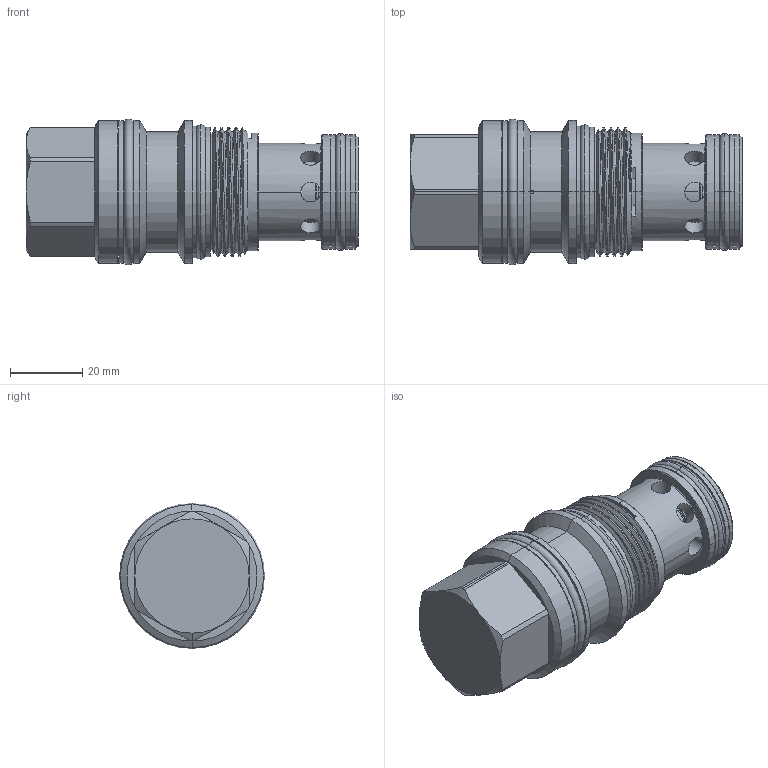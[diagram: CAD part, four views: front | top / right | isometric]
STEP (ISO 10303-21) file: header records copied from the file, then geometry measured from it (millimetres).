
FILE_DESCRIPTION (( 'STEP AP203' ), '1' );
FILE_NAME ('LR17A31-N.STEP', '2016-06-06T05:50:07', ( '' ), ( '' ), 'SwSTEP 2.0', 'SolidWorks 2012', '' );
FILE_SCHEMA (( 'CONFIG_CONTROL_DESIGN' ));
Length unit declared in the file: millimetre
Products named in the file (1): LR17A31-N
Bounding box: 92.04 x 40.39 x 40.39 mm (x, y, z)
Volume: 76693.4 mm3; surface area: 20927.6 mm2
Topology: 7 solids, 7 shells, 642 faces, 1793 edges, 1139 vertices
Faces by surface type: cylinder 531, cone 44, plane 42, torus 18, sphere 4, bspline 3
Entity records: 46426 total; most frequent: CARTESIAN_POINT 30705, ORIENTED_EDGE 3586, DIRECTION 2461, EDGE_CURVE 1793, VERTEX_POINT 1139, EDGE_LOOP 1040, AXIS2_PLACEMENT_3D 946, B_SPLINE_CURVE_WITH_KNOTS 898
